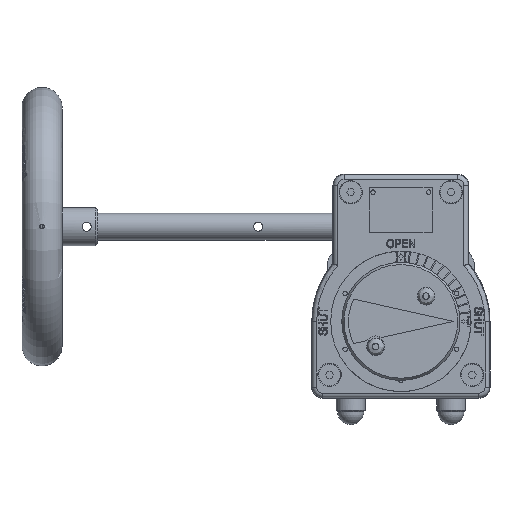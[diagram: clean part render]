
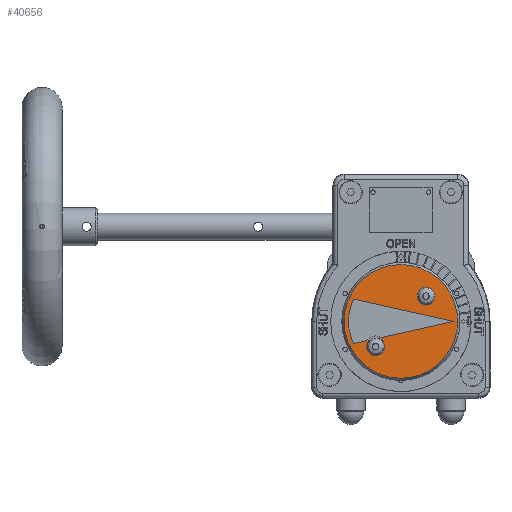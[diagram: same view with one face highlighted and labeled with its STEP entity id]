
A CAD part, top view. The second image highlights one B-rep face of the part: STEP entity #40656.
In plain terms, the highlighted planar face has unit normal (0, 0, 1).
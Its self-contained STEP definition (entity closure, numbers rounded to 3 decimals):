
#1556=PLANE('',#44438);
#1954=FACE_BOUND('',#13132,.T.);
#1955=FACE_BOUND('',#13133,.T.);
#2784=CIRCLE('',#42884,25.5);
#2789=CIRCLE('',#42897,23.5);
#3429=CIRCLE('',#44244,4.);
#3430=CIRCLE('',#44247,4.);
#5315=LINE('',#136844,#7702);
#5320=LINE('',#136856,#7707);
#5322=LINE('',#136859,#7709);
#6017=LINE('',#150066,#8404);
#6018=LINE('',#150069,#8405);
#7702=VECTOR('',#49604,1000.);
#7707=VECTOR('',#49615,1000.);
#7709=VECTOR('',#49619,1000.);
#8404=VECTOR('',#52990,1000.);
#8405=VECTOR('',#52993,1000.);
#10782=FACE_OUTER_BOUND('',#13131,.T.);
#13131=EDGE_LOOP('',(#32893));
#13132=EDGE_LOOP('',(#32894,#32895,#32896,#32897,#32898,#32899,#32900));
#13133=EDGE_LOOP('',(#32901));
#16874=VERTEX_POINT('',#136739);
#16893=VERTEX_POINT('',#136837);
#16894=VERTEX_POINT('',#136839);
#16895=VERTEX_POINT('',#136843);
#16898=VERTEX_POINT('',#136850);
#16899=VERTEX_POINT('',#136855);
#18121=VERTEX_POINT('',#150064);
#18122=VERTEX_POINT('',#150068);
#18124=VERTEX_POINT('',#150074);
#21416=EDGE_CURVE('',#16874,#16874,#2784,.T.);
#21438=EDGE_CURVE('',#16893,#16894,#2789,.T.);
#21440=EDGE_CURVE('',#16894,#16895,#5315,.T.);
#21446=EDGE_CURVE('',#16898,#16899,#5320,.T.);
#21448=EDGE_CURVE('',#16899,#16893,#5322,.T.);
#23292=EDGE_CURVE('',#18121,#16898,#6017,.T.);
#23293=EDGE_CURVE('',#16895,#18122,#6018,.T.);
#23297=EDGE_CURVE('',#18124,#18124,#3429,.T.);
#23298=EDGE_CURVE('',#18121,#18122,#3430,.T.);
#32893=ORIENTED_EDGE('',*,*,#21416,.T.);
#32894=ORIENTED_EDGE('',*,*,#23298,.T.);
#32895=ORIENTED_EDGE('',*,*,#23293,.F.);
#32896=ORIENTED_EDGE('',*,*,#21440,.F.);
#32897=ORIENTED_EDGE('',*,*,#21438,.F.);
#32898=ORIENTED_EDGE('',*,*,#21448,.F.);
#32899=ORIENTED_EDGE('',*,*,#21446,.F.);
#32900=ORIENTED_EDGE('',*,*,#23292,.F.);
#32901=ORIENTED_EDGE('',*,*,#23297,.T.);
#40656=ADVANCED_FACE('',(#10782,#1954,#1955),#1556,.F.);
#42884=AXIS2_PLACEMENT_3D('',#136741,#49563,#49564);
#42897=AXIS2_PLACEMENT_3D('',#136840,#49599,#49600);
#44244=AXIS2_PLACEMENT_3D('',#150076,#53000,#53001);
#44247=AXIS2_PLACEMENT_3D('',#150079,#53006,#53007);
#44438=AXIS2_PLACEMENT_3D('',#151567,#53531,#53532);
#49563=DIRECTION('center_axis',(0.,0.,
1.));
#49564=DIRECTION('ref_axis',(0.,1.,0.));
#49599=DIRECTION('center_axis',(0.,0.,
1.));
#49600=DIRECTION('ref_axis',(1.,0.,0.));
#49604=DIRECTION('',(0.976,0.216,0.));
#49615=DIRECTION('',(0.976,0.216,0.));
#49619=DIRECTION('',(-0.976,0.216,0.));
#52990=DIRECTION('',(0.976,0.216,0.));
#52993=DIRECTION('',(0.976,0.216,0.));
#53000=DIRECTION('center_axis',(0.,0.,
-1.));
#53001=DIRECTION('ref_axis',(1.,0.,0.));
#53006=DIRECTION('center_axis',(0.,0.,
-1.));
#53007=DIRECTION('ref_axis',(1.,0.,0.));
#53531=DIRECTION('center_axis',(0.,0.,
-1.));
#53532=DIRECTION('ref_axis',(0.,-1.,0.));
#136739=CARTESIAN_POINT('',(0.,25.5,59.5));
#136741=CARTESIAN_POINT('Origin',(0.,0.,
59.5));
#136837=CARTESIAN_POINT('',(-21.266,10.,59.5));
#136839=CARTESIAN_POINT('',(-21.266,-10.,59.5));
#136840=CARTESIAN_POINT('Origin',(0.,0.,
59.5));
#136843=CARTESIAN_POINT('',(-15.323,-8.682,59.5));
#136844=CARTESIAN_POINT('',(-21.266,-10.,59.5));
#136850=CARTESIAN_POINT('',(-8.873,-7.253,59.5));
#136855=CARTESIAN_POINT('',(23.841,0.,59.5));
#136856=CARTESIAN_POINT('',(-21.266,-10.,59.5));
#136859=CARTESIAN_POINT('',(23.841,0.,59.5));
#150064=CARTESIAN_POINT('',(-10.059,-7.515,59.5));
#150066=CARTESIAN_POINT('',(-21.266,-10.,59.5));
#150068=CARTESIAN_POINT('',(-14.056,-8.401,59.5));
#150069=CARTESIAN_POINT('',(-21.266,-10.,59.5));
#150074=CARTESIAN_POINT('',(7.314,11.314,59.5));
#150076=CARTESIAN_POINT('Origin',(11.314,11.314,59.5));
#150079=CARTESIAN_POINT('Origin',(-11.314,-11.314,59.5));
#151567=CARTESIAN_POINT('Origin',(0.,26.5,59.5));
